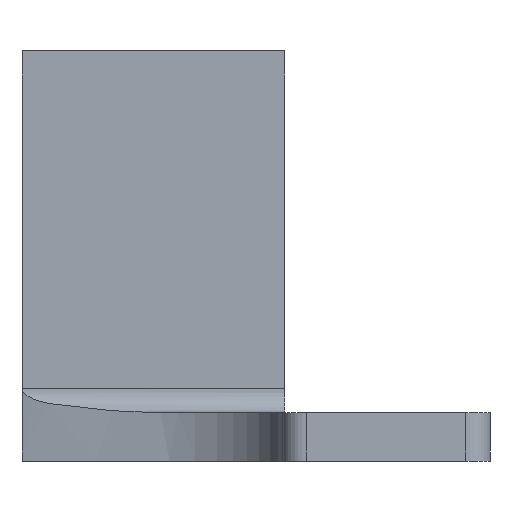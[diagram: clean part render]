
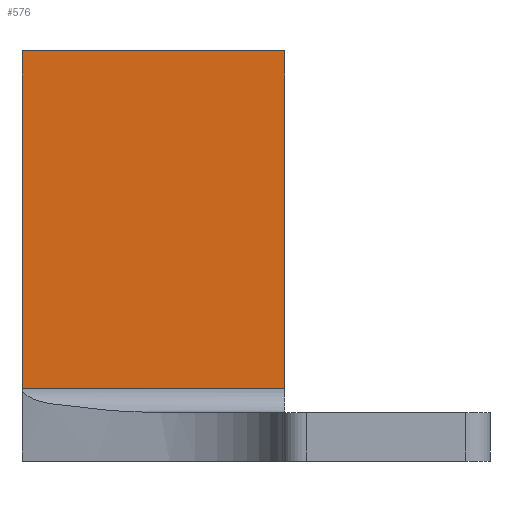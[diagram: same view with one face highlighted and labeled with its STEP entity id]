
A CAD part, left-side view. The second image highlights one B-rep face of the part: STEP entity #576.
In plain terms, the highlighted planar face has unit normal (-1, 0, 0).
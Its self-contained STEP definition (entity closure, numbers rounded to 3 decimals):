
#14 = VERTEX_POINT ( 'NONE', #904 ) ;
#16 = CARTESIAN_POINT ( 'NONE',  ( 6.3, 8.5, 17. ) ) ;
#29 = LINE ( 'NONE', #412, #222 ) ;
#39 = CARTESIAN_POINT ( 'NONE',  ( 6.3, 8.5, 3. ) ) ;
#81 = VECTOR ( 'NONE', #832, 1000. ) ;
#127 = DIRECTION ( 'NONE',  ( 0., 1., 0. ) ) ;
#139 = ORIENTED_EDGE ( 'NONE', *, *, #951, .T. ) ;
#154 = EDGE_CURVE ( 'NONE', #300, #309, #29, .T. ) ;
#209 = VERTEX_POINT ( 'NONE', #668 ) ;
#222 = VECTOR ( 'NONE', #502, 1000. ) ;
#246 = ORIENTED_EDGE ( 'NONE', *, *, #646, .F. ) ;
#267 = EDGE_CURVE ( 'NONE', #14, #209, #958, .T. ) ;
#285 = CARTESIAN_POINT ( 'NONE',  ( 6.3, 19.4, 17. ) ) ;
#300 = VERTEX_POINT ( 'NONE', #16 ) ;
#309 = VERTEX_POINT ( 'NONE', #435 ) ;
#314 = LINE ( 'NONE', #690, #568 ) ;
#367 = EDGE_LOOP ( 'NONE', ( #387, #139, #632, #246 ) ) ;
#387 = ORIENTED_EDGE ( 'NONE', *, *, #267, .T. ) ;
#406 = AXIS2_PLACEMENT_3D ( 'NONE', #285, #834, #127 ) ;
#412 = CARTESIAN_POINT ( 'NONE',  ( 6.3, 8.5, 17. ) ) ;
#435 = CARTESIAN_POINT ( 'NONE',  ( 6.3, 8.5, 3. ) ) ;
#502 = DIRECTION ( 'NONE',  ( 0., 0., -1. ) ) ;
#517 = DIRECTION ( 'NONE',  ( 0., 0., -1. ) ) ;
#568 = VECTOR ( 'NONE', #992, 1000. ) ;
#576 = ADVANCED_FACE ( 'NONE', ( #679 ), #979, .F. ) ;
#594 = LINE ( 'NONE', #39, #81 ) ;
#632 = ORIENTED_EDGE ( 'NONE', *, *, #154, .F. ) ;
#646 = EDGE_CURVE ( 'NONE', #14, #300, #314, .T. ) ;
#668 = CARTESIAN_POINT ( 'NONE',  ( 6.3, 19.4, 3. ) ) ;
#679 = FACE_OUTER_BOUND ( 'NONE', #367, .T. ) ;
#690 = CARTESIAN_POINT ( 'NONE',  ( 6.3, 19.4, 17. ) ) ;
#832 = DIRECTION ( 'NONE',  ( 0., -1., 0. ) ) ;
#834 = DIRECTION ( 'NONE',  ( 1., 0., 0. ) ) ;
#889 = CARTESIAN_POINT ( 'NONE',  ( 6.3, 19.4, 17. ) ) ;
#904 = CARTESIAN_POINT ( 'NONE',  ( 6.3, 19.4, 17. ) ) ;
#951 = EDGE_CURVE ( 'NONE', #209, #309, #594, .T. ) ;
#958 = LINE ( 'NONE', #889, #1000 ) ;
#979 = PLANE ( 'NONE',  #406 ) ;
#992 = DIRECTION ( 'NONE',  ( 0., -1., 0. ) ) ;
#1000 = VECTOR ( 'NONE', #517, 1000. ) ;
